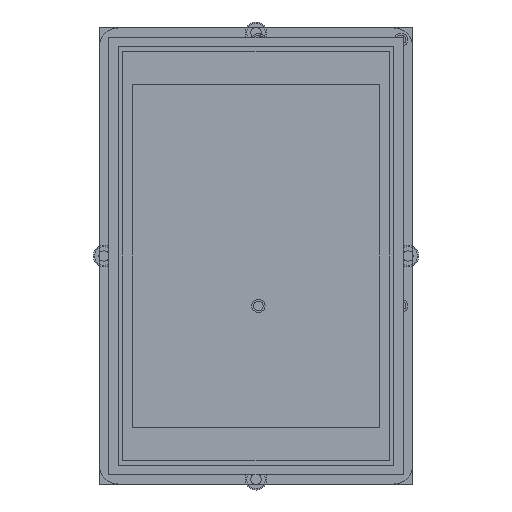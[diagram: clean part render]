
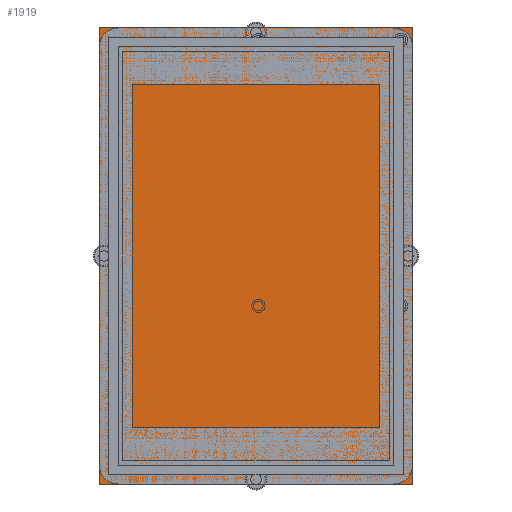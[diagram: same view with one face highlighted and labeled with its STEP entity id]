
A CAD part, front view. The second image highlights one B-rep face of the part: STEP entity #1919.
In plain terms, the highlighted planar face has unit normal (0, -1, 0).
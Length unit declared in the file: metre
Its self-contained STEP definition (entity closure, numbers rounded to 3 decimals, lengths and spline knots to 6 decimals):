
#41 = CARTESIAN_POINT('NONE', (-0.033, 0, 0.048));
#42 = VERTEX_POINT('NONE', #41);
#43 = CARTESIAN_POINT('NONE', (0.033, 0, 0.048));
#44 = VERTEX_POINT('NONE', #43);
#47 = CARTESIAN_POINT('NONE', (-0.033, 0, -0.048));
#48 = VERTEX_POINT('NONE', #47);
#51 = CARTESIAN_POINT('NONE', (0.033, 0, -0.048));
#52 = VERTEX_POINT('NONE', #51);
#357 = DIRECTION('NONE', (-1, 0, 0));
#358 = VECTOR('NONE', #357, 1);
#359 = CARTESIAN_POINT('NONE', (0.033, 0, 0.048));
#360 = LINE('NONE', #359, #358);
#373 = DIRECTION('NONE', (0, 0, -1));
#374 = VECTOR('NONE', #373, 1);
#375 = CARTESIAN_POINT('NONE', (-0.033, 0, 0.048));
#376 = LINE('NONE', #375, #374);
#385 = DIRECTION('NONE', (1, 0, 0));
#386 = VECTOR('NONE', #385, 1);
#387 = CARTESIAN_POINT('NONE', (-0.033, 0, -0.048));
#388 = LINE('NONE', #387, #386);
#393 = DIRECTION('NONE', (0, 0, 1));
#394 = VECTOR('NONE', #393, 1);
#395 = CARTESIAN_POINT('NONE', (0.033, 0, -0.048));
#396 = LINE('NONE', #395, #394);
#1154 = EDGE_CURVE('NONE', #44, #42, #360, .T.);
#1158 = EDGE_CURVE('NONE', #42, #48, #376, .T.);
#1161 = EDGE_CURVE('NONE', #48, #52, #388, .T.);
#1163 = EDGE_CURVE('NONE', #52, #44, #396, .T.);
#1380 = CARTESIAN_POINT('NONE', (0, 0, -0));
#1381 = DIRECTION('NONE', (0, -1, -0));
#1382 = AXIS2_PLACEMENT_3D('NONE', #1380, #1381, $);
#1383 = PLANE('NONE', #1382);
#1913 = ORIENTED_EDGE('NONE', *, *, #1154, .T.);
#1914 = ORIENTED_EDGE('NONE', *, *, #1158, .T.);
#1915 = ORIENTED_EDGE('NONE', *, *, #1161, .T.);
#1916 = ORIENTED_EDGE('NONE', *, *, #1163, .T.);
#1917 = EDGE_LOOP('NONE', (#1913, #1914, #1915, #1916));
#1918 = FACE_BOUND('NONE', #1917, .T.);
#1919 = ADVANCED_FACE('NONE', (#1918), #1383, .T.);
